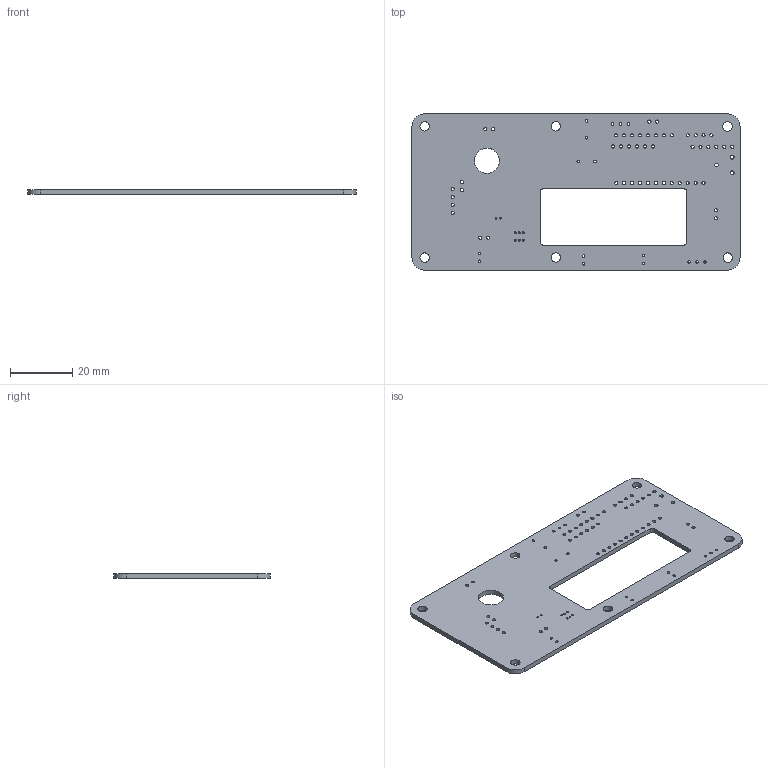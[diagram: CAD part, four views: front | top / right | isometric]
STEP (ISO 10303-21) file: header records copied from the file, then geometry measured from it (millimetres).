
FILE_DESCRIPTION(('FreeCAD Model'),'2;1');
FILE_NAME('proto_trapapoul.step','2016-10-17T18:29:12',('Author'),(''), 'Open CASCADE STEP processor 6.8','FreeCAD','Unknown');
FILE_SCHEMA(('AUTOMOTIVE_DESIGN_CC2 { 1 2 10303 214 -1 1 5 4 }'));
Length unit declared in the file: millimetre
Products named in the file (1): Pcb
Bounding box: 105 x 50 x 1.6 mm (x, y, z)
Volume: 6791.4 mm3; surface area: 9669.7 mm2
Topology: 1 solids, 1 shells, 105 faces, 309 edges, 206 vertices
Faces by surface type: cylinder 95, plane 10
Full cylindrical faces by diameter (mm): 0.599 x2, 0.6 x6, 0.8 x10, 0.813 x6, 0.998 x10, 1.001 x27, 1.016 x13, 1.199 x3, 3 x6
Entity records: 8561 total; most frequent: CARTESIAN_POINT 2379, DIRECTION 1139, ORIENTED_EDGE 618, PCURVE 618, DEFINITIONAL_REPRESENTATION 618, LINE 547, VECTOR 547, EDGE_CURVE 309
